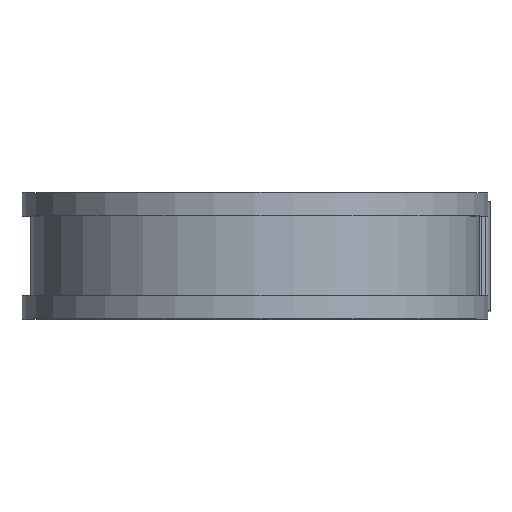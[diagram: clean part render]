
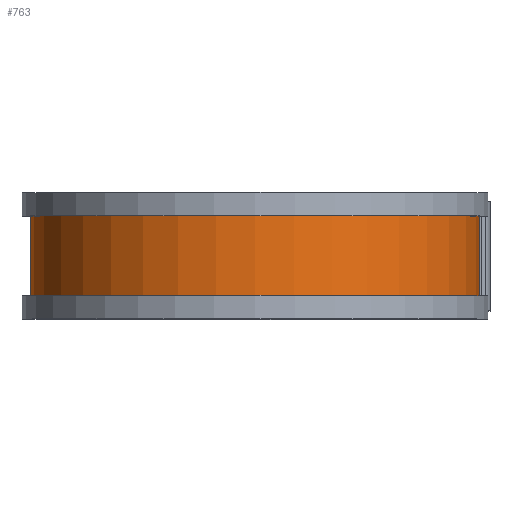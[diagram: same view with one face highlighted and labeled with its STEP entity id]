
A CAD part, top view. The second image highlights one B-rep face of the part: STEP entity #763.
In plain terms, the highlighted cylindrical face has radius 39.256 mm (diameter 78.511 mm), a partial arc.
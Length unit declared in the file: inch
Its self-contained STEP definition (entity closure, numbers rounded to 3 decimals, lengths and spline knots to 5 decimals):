
#8 = ORIENTED_EDGE ( 'NONE', *, *, #1590, .F. ) ;
#34 = DIRECTION ( 'NONE',  ( 0., -1., 0. ) ) ;
#121 = AXIS2_PLACEMENT_3D ( 'NONE', #855, #34, #999 ) ;
#171 = EDGE_LOOP ( 'NONE', ( #8, #436, #506, #443 ) ) ;
#192 = CARTESIAN_POINT ( 'NONE',  ( 1.5455, 0.375, 0. ) ) ;
#232 = CARTESIAN_POINT ( 'NONE',  ( 0., 0.375, -1.5455 ) ) ;
#333 = DIRECTION ( 'NONE',  ( 0., -1., 0. ) ) ;
#338 = DIRECTION ( 'NONE',  ( 0., -1., 0. ) ) ;
#399 = VERTEX_POINT ( 'NONE', #925 ) ;
#426 = VERTEX_POINT ( 'NONE', #1719 ) ;
#436 = ORIENTED_EDGE ( 'NONE', *, *, #1604, .T. ) ;
#443 = ORIENTED_EDGE ( 'NONE', *, *, #1190, .F. ) ;
#506 = ORIENTED_EDGE ( 'NONE', *, *, #1704, .T. ) ;
#536 = CARTESIAN_POINT ( 'NONE',  ( 1.5455, -0.275, 0. ) ) ;
#573 = CARTESIAN_POINT ( 'NONE',  ( 0., -0.275, 0. ) ) ;
#627 = CIRCLE ( 'NONE', #121, 1.5455 ) ;
#681 = DIRECTION ( 'NONE',  ( 0., 0., -1. ) ) ;
#731 = VERTEX_POINT ( 'NONE', #1312 ) ;
#763 = ADVANCED_FACE ( 'NONE', ( #963 ), #959, .T. ) ;
#783 = VECTOR ( 'NONE', #877, 39.37008 ) ;
#847 = CIRCLE ( 'NONE', #1316, 1.5455 ) ;
#855 = CARTESIAN_POINT ( 'NONE',  ( 0., 0.275, 0. ) ) ;
#877 = DIRECTION ( 'NONE',  ( 0., -1., 0. ) ) ;
#925 = CARTESIAN_POINT ( 'NONE',  ( 1.5455, 0.275, 0. ) ) ;
#959 = CYLINDRICAL_SURFACE ( 'NONE', #1129, 1.5455 ) ;
#963 = FACE_OUTER_BOUND ( 'NONE', #171, .T. ) ;
#999 = DIRECTION ( 'NONE',  ( 0., 0., -1. ) ) ;
#1129 = AXIS2_PLACEMENT_3D ( 'NONE', #1208, #333, #1325 ) ;
#1190 = EDGE_CURVE ( 'NONE', #1724, #731, #847, .T. ) ;
#1208 = CARTESIAN_POINT ( 'NONE',  ( 0., 0.375, 0. ) ) ;
#1280 = LINE ( 'NONE', #192, #1683 ) ;
#1312 = CARTESIAN_POINT ( 'NONE',  ( 0., -0.275, -1.5455 ) ) ;
#1316 = AXIS2_PLACEMENT_3D ( 'NONE', #573, #1710, #681 ) ;
#1325 = DIRECTION ( 'NONE',  ( 0., 0., -1. ) ) ;
#1590 = EDGE_CURVE ( 'NONE', #399, #1724, #1280, .T. ) ;
#1604 = EDGE_CURVE ( 'NONE', #399, #426, #627, .T. ) ;
#1641 = LINE ( 'NONE', #232, #783 ) ;
#1683 = VECTOR ( 'NONE', #338, 39.37008 ) ;
#1704 = EDGE_CURVE ( 'NONE', #426, #731, #1641, .T. ) ;
#1710 = DIRECTION ( 'NONE',  ( 0., -1., 0. ) ) ;
#1719 = CARTESIAN_POINT ( 'NONE',  ( 0., 0.275, -1.5455 ) ) ;
#1724 = VERTEX_POINT ( 'NONE', #536 ) ;
